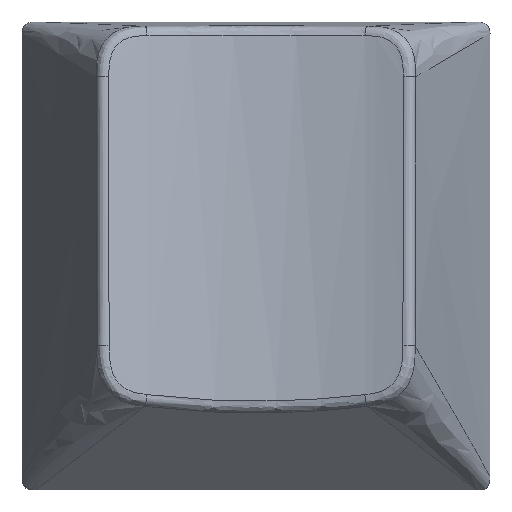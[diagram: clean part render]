
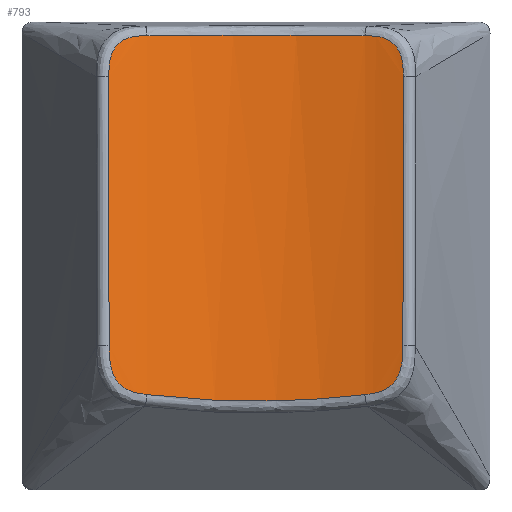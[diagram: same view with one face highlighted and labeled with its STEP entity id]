
A CAD part, top view. The second image highlights one B-rep face of the part: STEP entity #793.
In plain terms, the highlighted cylindrical face has radius 17.05 mm (diameter 34.101 mm), a partial arc.
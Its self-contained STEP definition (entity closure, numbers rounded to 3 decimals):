
#17=CYLINDRICAL_SURFACE('',#848,17.05);
#64=FACE_OUTER_BOUND('',#116,.T.);
#116=EDGE_LOOP('',(#584,#585,#586,#587,#588,#589,#590,#591));
#176=B_SPLINE_CURVE_WITH_KNOTS('',3,(#1668,#1669,#1670,#1671,#1672),
 .UNSPECIFIED.,.F.,.F.,(4,1,4),(-0.084,4.291,8.666),
 .UNSPECIFIED.);
#177=B_SPLINE_CURVE_WITH_KNOTS('',3,(#1674,#1675,#1676,#1677,#1678,#1679,
#1680,#1681,#1682,#1683,#1684),.UNSPECIFIED.,.F.,.F.,(4,1,1,1,1,1,1,1,4),
(0.196,0.619,1.001,1.345,1.66,1.966,2.283,
2.63,3.013),.UNSPECIFIED.);
#178=B_SPLINE_CURVE_WITH_KNOTS('',3,(#1686,#1687,#1688,#1689),
 .UNSPECIFIED.,.F.,.F.,(4,4),(-0.196,10.273),.UNSPECIFIED.);
#179=B_SPLINE_CURVE_WITH_KNOTS('',3,(#1691,#1692,#1693,#1694,#1695,#1696,
#1697,#1698,#1699,#1700,#1701),.UNSPECIFIED.,.F.,.F.,(4,1,1,1,1,1,1,1,4),
(0.164,0.553,0.897,1.209,1.503,1.796,
2.103,2.436,2.808),.UNSPECIFIED.);
#180=B_SPLINE_CURVE_WITH_KNOTS('',3,(#1703,#1704,#1705,#1706,#1707),
 .UNSPECIFIED.,.F.,.F.,(4,1,4),(-0.164,4.198,8.56),
 .UNSPECIFIED.);
#181=B_SPLINE_CURVE_WITH_KNOTS('',3,(#1709,#1710,#1711,#1712,#1713,#1714,
#1715,#1716,#1717,#1718,#1719),.UNSPECIFIED.,.F.,.F.,(4,1,1,1,1,1,1,1,4),
(0.129,0.501,0.835,1.141,1.434,1.728,
2.04,2.385,2.773),.UNSPECIFIED.);
#182=B_SPLINE_CURVE_WITH_KNOTS('',3,(#1721,#1722,#1723,#1724),
 .UNSPECIFIED.,.F.,.F.,(4,4),(-0.129,10.34),.UNSPECIFIED.);
#183=B_SPLINE_CURVE_WITH_KNOTS('',3,(#1725,#1726,#1727,#1728,#1729,#1730,
#1731,#1732,#1733,#1734,#1735),.UNSPECIFIED.,.F.,.F.,(4,1,1,1,1,1,1,1,4),
(0.085,0.468,0.814,1.132,1.438,1.753,
2.097,2.478,2.902),.UNSPECIFIED.);
#359=VERTEX_POINT('',#1666);
#360=VERTEX_POINT('',#1667);
#361=VERTEX_POINT('',#1673);
#362=VERTEX_POINT('',#1685);
#363=VERTEX_POINT('',#1690);
#364=VERTEX_POINT('',#1702);
#365=VERTEX_POINT('',#1708);
#366=VERTEX_POINT('',#1720);
#441=EDGE_CURVE('',#359,#360,#176,.T.);
#442=EDGE_CURVE('',#360,#361,#177,.F.);
#443=EDGE_CURVE('',#361,#362,#178,.T.);
#444=EDGE_CURVE('',#362,#363,#179,.F.);
#445=EDGE_CURVE('',#363,#364,#180,.T.);
#446=EDGE_CURVE('',#364,#365,#181,.F.);
#447=EDGE_CURVE('',#365,#366,#182,.T.);
#448=EDGE_CURVE('',#366,#359,#183,.F.);
#584=ORIENTED_EDGE('',*,*,#441,.T.);
#585=ORIENTED_EDGE('',*,*,#442,.T.);
#586=ORIENTED_EDGE('',*,*,#443,.T.);
#587=ORIENTED_EDGE('',*,*,#444,.T.);
#588=ORIENTED_EDGE('',*,*,#445,.T.);
#589=ORIENTED_EDGE('',*,*,#446,.T.);
#590=ORIENTED_EDGE('',*,*,#447,.T.);
#591=ORIENTED_EDGE('',*,*,#448,.T.);
#793=ADVANCED_FACE('',(#64),#17,.F.);
#848=AXIS2_PLACEMENT_3D('',#1665,#904,#905);
#904=DIRECTION('center_axis',(0.,-0.995,
0.103));
#905=DIRECTION('ref_axis',(-0.699,0.074,0.711));
#1665=CARTESIAN_POINT('Origin',(0.,-85.355,6.665));
#1666=CARTESIAN_POINT('',(-4.212,-6.945,-18.097));
#1667=CARTESIAN_POINT('',(4.212,-6.945,-18.097));
#1668=CARTESIAN_POINT('Ctrl Pts',(-4.212,-6.945,-18.097));
#1669=CARTESIAN_POINT('Ctrl Pts',(-2.84,-7.108,-18.431));
#1670=CARTESIAN_POINT('Ctrl Pts',(0.,-7.276,
-18.775));
#1671=CARTESIAN_POINT('Ctrl Pts',(2.84,-7.108,-18.431));
#1672=CARTESIAN_POINT('Ctrl Pts',(4.212,-6.945,-18.097));
#1673=CARTESIAN_POINT('',(5.683,-5.045,-17.845));
#1674=CARTESIAN_POINT('Ctrl Pts',(5.683,-5.045,-17.845));
#1675=CARTESIAN_POINT('Ctrl Pts',(5.683,-5.186,-17.831));
#1676=CARTESIAN_POINT('Ctrl Pts',(5.68,-5.453,-17.804));
#1677=CARTESIAN_POINT('Ctrl Pts',(5.633,-5.833,-17.781));
#1678=CARTESIAN_POINT('Ctrl Pts',(5.531,-6.165,-17.782));
#1679=CARTESIAN_POINT('Ctrl Pts',(5.37,-6.442,-17.809));
#1680=CARTESIAN_POINT('Ctrl Pts',(5.15,-6.656,-17.858));
#1681=CARTESIAN_POINT('Ctrl Pts',(4.878,-6.808,-17.927));
#1682=CARTESIAN_POINT('Ctrl Pts',(4.56,-6.9,-18.01));
#1683=CARTESIAN_POINT('Ctrl Pts',(4.332,-6.93,-18.068));
#1684=CARTESIAN_POINT('Ctrl Pts',(4.212,-6.945,-18.097));
#1685=CARTESIAN_POINT('',(5.695,5.368,-18.924));
#1686=CARTESIAN_POINT('Ctrl Pts',(5.683,-5.045,-17.845));
#1687=CARTESIAN_POINT('Ctrl Pts',(5.687,-1.574,-18.205));
#1688=CARTESIAN_POINT('Ctrl Pts',(5.691,1.897,-18.564));
#1689=CARTESIAN_POINT('Ctrl Pts',(5.695,5.368,-18.924));
#1690=CARTESIAN_POINT('',(4.217,6.945,-19.539));
#1691=CARTESIAN_POINT('Ctrl Pts',(4.217,6.945,-19.539));
#1692=CARTESIAN_POINT('Ctrl Pts',(4.34,6.943,-19.508));
#1693=CARTESIAN_POINT('Ctrl Pts',(4.57,6.938,-19.445));
#1694=CARTESIAN_POINT('Ctrl Pts',(4.892,6.881,-19.346));
#1695=CARTESIAN_POINT('Ctrl Pts',(5.165,6.763,-19.248));
#1696=CARTESIAN_POINT('Ctrl Pts',(5.383,6.582,-19.158));
#1697=CARTESIAN_POINT('Ctrl Pts',(5.545,6.345,-19.078));
#1698=CARTESIAN_POINT('Ctrl Pts',(5.647,6.057,-19.012));
#1699=CARTESIAN_POINT('Ctrl Pts',(5.693,5.726,-18.962));
#1700=CARTESIAN_POINT('Ctrl Pts',(5.695,5.492,-18.936));
#1701=CARTESIAN_POINT('Ctrl Pts',(5.695,5.368,-18.924));
#1702=CARTESIAN_POINT('',(-4.217,6.945,-19.539));
#1703=CARTESIAN_POINT('Ctrl Pts',(4.217,6.945,-19.539));
#1704=CARTESIAN_POINT('Ctrl Pts',(2.841,6.958,-19.893));
#1705=CARTESIAN_POINT('Ctrl Pts',(0.,6.971,
-20.255));
#1706=CARTESIAN_POINT('Ctrl Pts',(-2.841,6.958,-19.893));
#1707=CARTESIAN_POINT('Ctrl Pts',(-4.217,6.945,-19.539));
#1708=CARTESIAN_POINT('',(-5.695,5.368,-18.924));
#1709=CARTESIAN_POINT('Ctrl Pts',(-5.695,5.368,-18.924));
#1710=CARTESIAN_POINT('Ctrl Pts',(-5.695,5.492,-18.936));
#1711=CARTESIAN_POINT('Ctrl Pts',(-5.693,5.726,-18.962));
#1712=CARTESIAN_POINT('Ctrl Pts',(-5.647,6.057,-19.012));
#1713=CARTESIAN_POINT('Ctrl Pts',(-5.545,6.345,-19.078));
#1714=CARTESIAN_POINT('Ctrl Pts',(-5.383,6.582,-19.158));
#1715=CARTESIAN_POINT('Ctrl Pts',(-5.165,6.763,-19.248));
#1716=CARTESIAN_POINT('Ctrl Pts',(-4.892,6.881,-19.346));
#1717=CARTESIAN_POINT('Ctrl Pts',(-4.57,6.938,-19.445));
#1718=CARTESIAN_POINT('Ctrl Pts',(-4.34,6.943,-19.508));
#1719=CARTESIAN_POINT('Ctrl Pts',(-4.217,6.945,-19.539));
#1720=CARTESIAN_POINT('',(-5.683,-5.045,-17.845));
#1721=CARTESIAN_POINT('Ctrl Pts',(-5.695,5.368,-18.924));
#1722=CARTESIAN_POINT('Ctrl Pts',(-5.691,1.897,-18.564));
#1723=CARTESIAN_POINT('Ctrl Pts',(-5.687,-1.574,-18.205));
#1724=CARTESIAN_POINT('Ctrl Pts',(-5.683,-5.045,-17.845));
#1725=CARTESIAN_POINT('Ctrl Pts',(-4.212,-6.945,-18.097));
#1726=CARTESIAN_POINT('Ctrl Pts',(-4.332,-6.93,-18.068));
#1727=CARTESIAN_POINT('Ctrl Pts',(-4.56,-6.9,-18.01));
#1728=CARTESIAN_POINT('Ctrl Pts',(-4.878,-6.808,-17.927));
#1729=CARTESIAN_POINT('Ctrl Pts',(-5.15,-6.656,-17.858));
#1730=CARTESIAN_POINT('Ctrl Pts',(-5.37,-6.442,-17.809));
#1731=CARTESIAN_POINT('Ctrl Pts',(-5.531,-6.165,-17.782));
#1732=CARTESIAN_POINT('Ctrl Pts',(-5.633,-5.833,-17.781));
#1733=CARTESIAN_POINT('Ctrl Pts',(-5.68,-5.453,-17.804));
#1734=CARTESIAN_POINT('Ctrl Pts',(-5.683,-5.186,-17.831));
#1735=CARTESIAN_POINT('Ctrl Pts',(-5.683,-5.045,-17.845));
